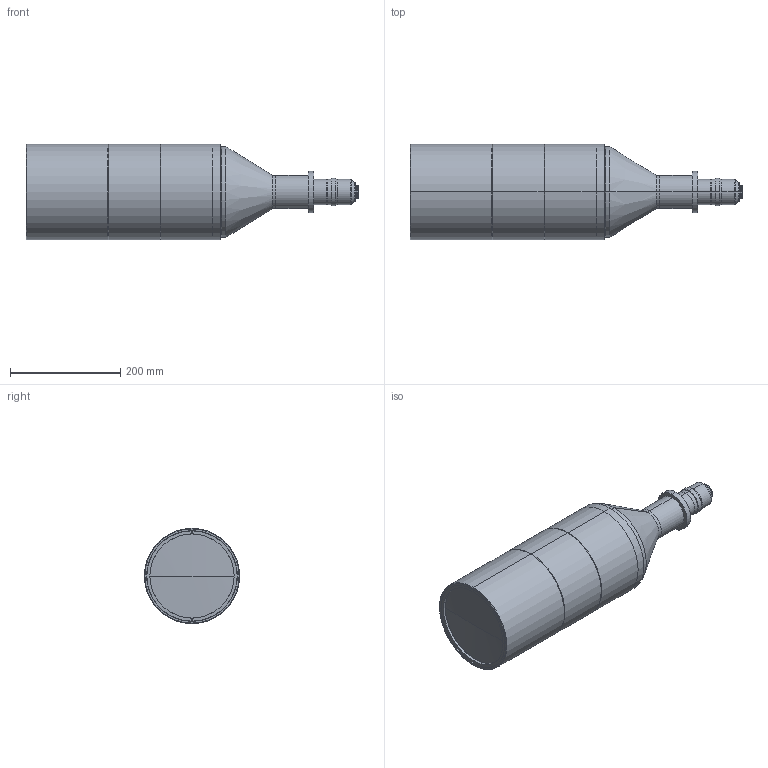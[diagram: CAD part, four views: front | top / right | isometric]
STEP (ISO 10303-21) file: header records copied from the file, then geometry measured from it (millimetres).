
FILE_DESCRIPTION (( 'STEP AP203' ), '1' );
FILE_NAME ('S5LPJ1832_01.STEP', '2022-02-25T10:09:57', ( '' ), ( '' ), 'SwSTEP 2.0', 'SolidWorks 2021', '' );
FILE_SCHEMA (( 'CONFIG_CONTROL_DESIGN' ));
Length unit declared in the file: millimetre
Products named in the file (19): S5LAO0450; 226207; 473405; 122103; S5LAO2935; 097108; 473402; 115703; S5LMN2935; S5LMN0450; 239407; 115705; 473401; S5MEC0010; 473403; S5LPJ1832_01; DIN 913 - M3 x 3-N_DIN 913 - M3 x 3-N; 236908; 115706
Assembly tree (19 placements, depth 4):
  S5LPJ1832_01
    S5LAO0450
      S5LMN0450
    097108
    115703  x2
    115705
    115706
    122103
    226207
    239407
    473401
      S5LAO2935
        S5LMN2935
      473402
      473403
      473405
      236908
      S5MEC0010
      DIN 913 - M3 x 3-N_DIN 913 - M3 x 3-N
Bounding box: 603.23 x 173 x 173 mm (x, y, z)
Volume: 2481904.8 mm3; surface area: 685219.7 mm2
Topology: 16 solids, 16 shells, 525 faces, 1082 edges, 629 vertices
Faces by surface type: cylinder 190, cone 138, torus 98, plane 91, sphere 8
Entity records: 15079 total; most frequent: DIRECTION 2652, CARTESIAN_POINT 2219, ORIENTED_EDGE 2000, AXIS2_PLACEMENT_3D 1152, EDGE_CURVE 1000, CIRCLE 642, VERTEX_POINT 583, EDGE_LOOP 549
